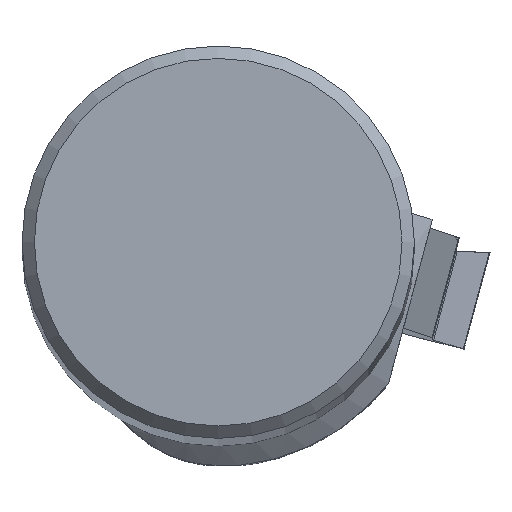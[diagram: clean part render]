
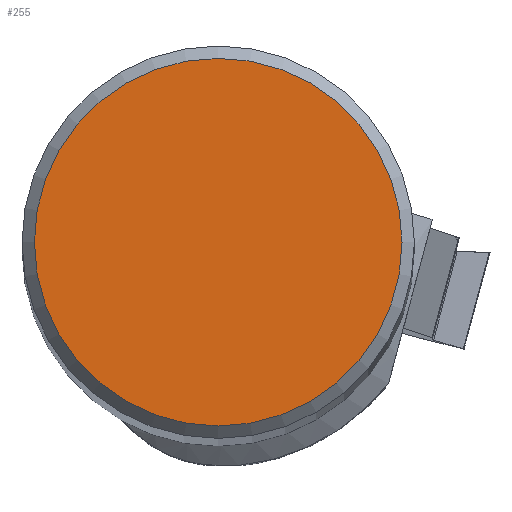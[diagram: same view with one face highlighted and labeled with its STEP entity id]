
A CAD part, top view. The second image highlights one B-rep face of the part: STEP entity #255.
In plain terms, the highlighted planar face has unit normal (0, 0, 1).
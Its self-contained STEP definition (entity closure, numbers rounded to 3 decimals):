
#189=CIRCLE('',#1725,7.43);
#255=ADVANCED_FACE('',(#372),#308,.T.);
#308=PLANE('',#1726);
#372=FACE_OUTER_BOUND('',#451,.T.);
#451=EDGE_LOOP('',(#1072));
#1072=ORIENTED_EDGE('',*,*,#1485,.F.);
#1288=VERTEX_POINT('',#2802);
#1485=EDGE_CURVE('',#1288,#1288,#189,.T.);
#1725=AXIS2_PLACEMENT_3D('',#2801,#2114,#2115);
#1726=AXIS2_PLACEMENT_3D('',#2803,#2116,#2117);
#2114=DIRECTION('',(0.,0.,-1.));
#2115=DIRECTION('',(-1.,0.,0.));
#2116=DIRECTION('',(0.,0.,1.));
#2117=DIRECTION('',(-1.,0.,0.));
#2801=CARTESIAN_POINT('',(0.,0.,0.));
#2802=CARTESIAN_POINT('',(-7.43,0.,0.));
#2803=CARTESIAN_POINT('',(0.,0.,0.));
